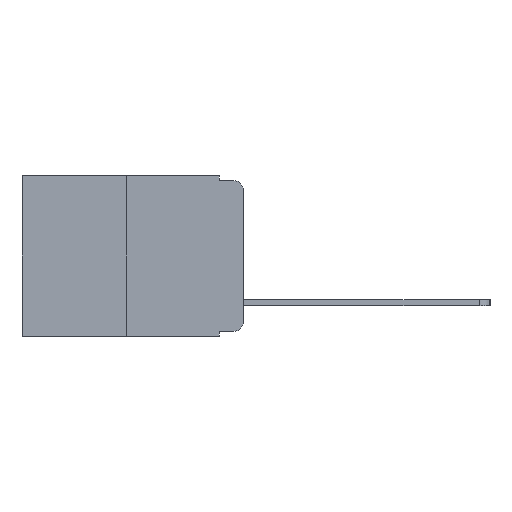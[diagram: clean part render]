
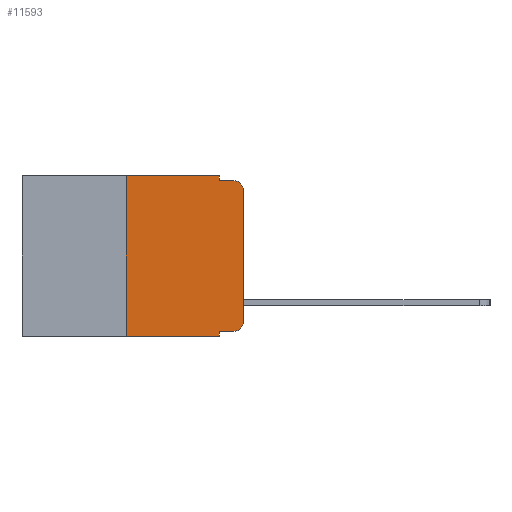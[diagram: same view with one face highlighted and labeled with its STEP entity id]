
A CAD part, left-side view. The second image highlights one B-rep face of the part: STEP entity #11593.
In plain terms, the highlighted planar face has unit normal (-1, 0, 0).
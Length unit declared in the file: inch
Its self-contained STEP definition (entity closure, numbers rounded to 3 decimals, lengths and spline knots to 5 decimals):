
#172 = CARTESIAN_POINT ( 'NONE',  ( 0., 0.02, -0.01 ) ) ;
#238 = EDGE_CURVE ( 'NONE', #12268, #13038, #1235, .T. ) ;
#868 = CARTESIAN_POINT ( 'NONE',  ( 0., 0., -0.03 ) ) ;
#904 = DIRECTION ( 'NONE',  ( 0., -1., 0. ) ) ;
#994 = ORIENTED_EDGE ( 'NONE', *, *, #7410, .T. ) ;
#1145 = VECTOR ( 'NONE', #10302, 39.37008 ) ;
#1185 = ORIENTED_EDGE ( 'NONE', *, *, #12027, .T. ) ;
#1235 = LINE ( 'NONE', #14901, #4403 ) ;
#1397 = VERTEX_POINT ( 'NONE', #10374 ) ;
#1452 = LINE ( 'NONE', #13198, #7780 ) ;
#1550 = LINE ( 'NONE', #3969, #11522 ) ;
#1589 = ORIENTED_EDGE ( 'NONE', *, *, #238, .T. ) ;
#1616 = CARTESIAN_POINT ( 'NONE',  ( 0., 0.051, -0.01 ) ) ;
#2533 = ORIENTED_EDGE ( 'NONE', *, *, #3873, .F. ) ;
#2676 = VECTOR ( 'NONE', #12641, 39.37008 ) ;
#2721 = CARTESIAN_POINT ( 'NONE',  ( 0., 0.051, 0. ) ) ;
#2770 = CARTESIAN_POINT ( 'NONE',  ( 0., 0.051, 0. ) ) ;
#2931 = AXIS2_PLACEMENT_3D ( 'NONE', #3566, #13006, #4942 ) ;
#2951 = EDGE_CURVE ( 'NONE', #13038, #13411, #11550, .T. ) ;
#2986 = CARTESIAN_POINT ( 'NONE',  ( 0., 0., -0.313 ) ) ;
#3566 = CARTESIAN_POINT ( 'NONE',  ( 0., 0.02, -0.313 ) ) ;
#3667 = VERTEX_POINT ( 'NONE', #10334 ) ;
#3873 = EDGE_CURVE ( 'NONE', #12789, #13411, #1550, .T. ) ;
#3912 = DIRECTION ( 'NONE',  ( 0., -1., 0. ) ) ;
#3969 = CARTESIAN_POINT ( 'NONE',  ( 0., 0.051, -0.01 ) ) ;
#4097 = DIRECTION ( 'NONE',  ( 0., 0., -1. ) ) ;
#4257 = PLANE ( 'NONE',  #9959 ) ;
#4403 = VECTOR ( 'NONE', #14921, 39.37008 ) ;
#4413 = AXIS2_PLACEMENT_3D ( 'NONE', #12148, #12970, #12967 ) ;
#4942 = DIRECTION ( 'NONE',  ( 0., 0., -1. ) ) ;
#5141 = DIRECTION ( 'NONE',  ( 0., -1., 0. ) ) ;
#5475 = ORIENTED_EDGE ( 'NONE', *, *, #10243, .F. ) ;
#5476 = LINE ( 'NONE', #10841, #12225 ) ;
#5491 = CIRCLE ( 'NONE', #2931, 0.02 ) ;
#5613 = CARTESIAN_POINT ( 'NONE',  ( 0., 0.25, -0.343 ) ) ;
#6227 = LINE ( 'NONE', #6358, #9801 ) ;
#6317 = LINE ( 'NONE', #8558, #2676 ) ;
#6358 = CARTESIAN_POINT ( 'NONE',  ( 0., 0.473, 0. ) ) ;
#6545 = ORIENTED_EDGE ( 'NONE', *, *, #8683, .F. ) ;
#6619 = EDGE_CURVE ( 'NONE', #7741, #12789, #5476, .T. ) ;
#6627 = VERTEX_POINT ( 'NONE', #12153 ) ;
#6973 = DIRECTION ( 'NONE',  ( 0., 0., -1. ) ) ;
#7410 = EDGE_CURVE ( 'NONE', #8990, #6627, #6317, .T. ) ;
#7741 = VERTEX_POINT ( 'NONE', #2770 ) ;
#7780 = VECTOR ( 'NONE', #5141, 39.37008 ) ;
#8015 = ORIENTED_EDGE ( 'NONE', *, *, #2951, .T. ) ;
#8457 = ORIENTED_EDGE ( 'NONE', *, *, #14624, .T. ) ;
#8558 = CARTESIAN_POINT ( 'NONE',  ( 0., 0.473, -0.343 ) ) ;
#8683 = EDGE_CURVE ( 'NONE', #10517, #7741, #6227, .T. ) ;
#8990 = VERTEX_POINT ( 'NONE', #5613 ) ;
#9056 = ORIENTED_EDGE ( 'NONE', *, *, #9302, .F. ) ;
#9302 = EDGE_CURVE ( 'NONE', #8990, #10517, #12748, .T. ) ;
#9801 = VECTOR ( 'NONE', #904, 39.37008 ) ;
#9959 = AXIS2_PLACEMENT_3D ( 'NONE', #13648, #14924, #6973 ) ;
#10243 = EDGE_CURVE ( 'NONE', #1397, #6627, #11483, .T. ) ;
#10302 = DIRECTION ( 'NONE',  ( 0., 0., 1. ) ) ;
#10334 = CARTESIAN_POINT ( 'NONE',  ( 0., 0.02, -0.333 ) ) ;
#10374 = CARTESIAN_POINT ( 'NONE',  ( 0., 0.051, -0.333 ) ) ;
#10517 = VERTEX_POINT ( 'NONE', #11437 ) ;
#10841 = CARTESIAN_POINT ( 'NONE',  ( 0., 0.051, 0. ) ) ;
#11435 = FACE_OUTER_BOUND ( 'NONE', #15137, .T. ) ;
#11437 = CARTESIAN_POINT ( 'NONE',  ( 0., 0.25, 0. ) ) ;
#11483 = LINE ( 'NONE', #2721, #14526 ) ;
#11522 = VECTOR ( 'NONE', #3912, 39.37008 ) ;
#11550 = CIRCLE ( 'NONE', #4413, 0.02 ) ;
#11592 = CARTESIAN_POINT ( 'NONE',  ( 0., 0.25, 0. ) ) ;
#11593 = ADVANCED_FACE ( 'NONE', ( #11435 ), #4257, .F. ) ;
#12027 = EDGE_CURVE ( 'NONE', #1397, #3667, #1452, .T. ) ;
#12148 = CARTESIAN_POINT ( 'NONE',  ( 0., 0.02, -0.03 ) ) ;
#12153 = CARTESIAN_POINT ( 'NONE',  ( 0., 0.051, -0.343 ) ) ;
#12225 = VECTOR ( 'NONE', #14701, 39.37008 ) ;
#12268 = VERTEX_POINT ( 'NONE', #2986 ) ;
#12641 = DIRECTION ( 'NONE',  ( 0., -1., 0. ) ) ;
#12748 = LINE ( 'NONE', #11592, #1145 ) ;
#12789 = VERTEX_POINT ( 'NONE', #1616 ) ;
#12967 = DIRECTION ( 'NONE',  ( 0., 0., -1. ) ) ;
#12970 = DIRECTION ( 'NONE',  ( -1., 0., 0. ) ) ;
#13006 = DIRECTION ( 'NONE',  ( -1., 0., 0. ) ) ;
#13038 = VERTEX_POINT ( 'NONE', #868 ) ;
#13198 = CARTESIAN_POINT ( 'NONE',  ( 0., 0.051, -0.333 ) ) ;
#13411 = VERTEX_POINT ( 'NONE', #172 ) ;
#13648 = CARTESIAN_POINT ( 'NONE',  ( 0., 0.473, 0. ) ) ;
#14526 = VECTOR ( 'NONE', #4097, 39.37008 ) ;
#14624 = EDGE_CURVE ( 'NONE', #3667, #12268, #5491, .T. ) ;
#14701 = DIRECTION ( 'NONE',  ( 0., 0., -1. ) ) ;
#14901 = CARTESIAN_POINT ( 'NONE',  ( 0., 0., 0. ) ) ;
#14921 = DIRECTION ( 'NONE',  ( 0., 0., 1. ) ) ;
#14924 = DIRECTION ( 'NONE',  ( 1., 0., 0. ) ) ;
#15137 = EDGE_LOOP ( 'NONE', ( #1589, #8015, #2533, #17003, #6545, #9056, #994, #5475, #1185, #8457 ) ) ;
#17003 = ORIENTED_EDGE ( 'NONE', *, *, #6619, .F. ) ;
